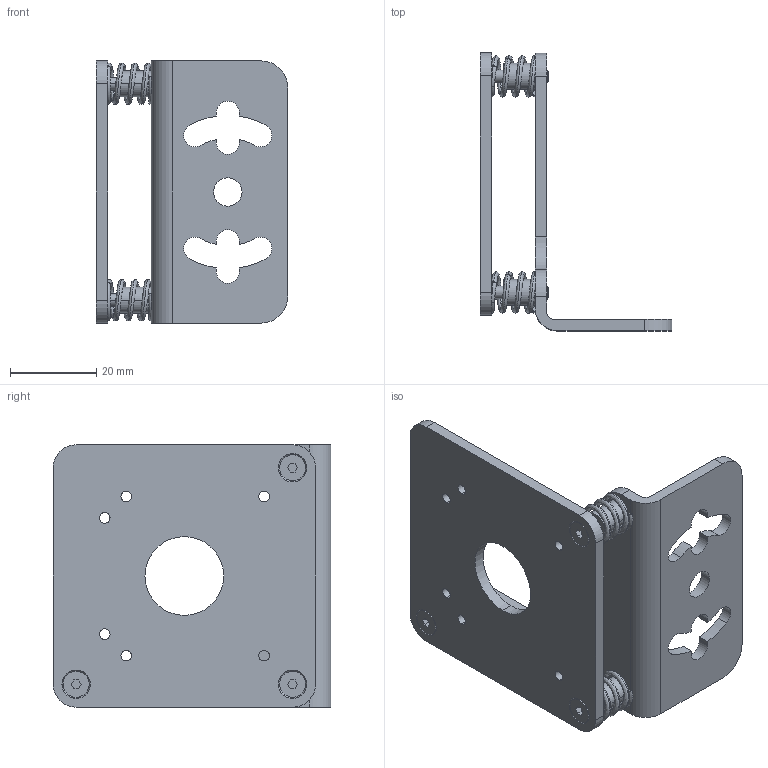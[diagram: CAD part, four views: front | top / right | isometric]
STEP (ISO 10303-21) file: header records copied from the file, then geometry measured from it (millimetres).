
FILE_DESCRIPTION((''),'2;1');
FILE_NAME('141774_SW','2008-08-08T',('banengservice'),('BANNER ENGINEERING'),'PRO/ENGINEER BY PARAMETRIC TECHNOLOGY CORPORATION, 2006170','PRO/ENGINEER BY PARAMETRIC TECHNOLOGY CORPORATION, 2006170','');
FILE_SCHEMA(('CONFIG_CONTROL_DESIGN'));
Length unit declared in the file: inch
Products named in the file (1): 141774_SW
Bounding box: 44.58 x 64.52 x 60.96 mm (x, y, z)
Volume: 17363.5 mm3; surface area: 16585 mm2
Topology: 1 solids, 1 shells, 197 faces, 506 edges, 320 vertices
Faces by surface type: cylinder 79, plane 73, cone 18, bspline 15, revolution 9, extrusion 3
Entity records: 12808 total; most frequent: CARTESIAN_POINT 7946, ORIENTED_EDGE 1012, DIRECTION 973, EDGE_CURVE 506, AXIS2_PLACEMENT_3D 366, VERTEX_POINT 320, EDGE_LOOP 242, VECTOR 232
